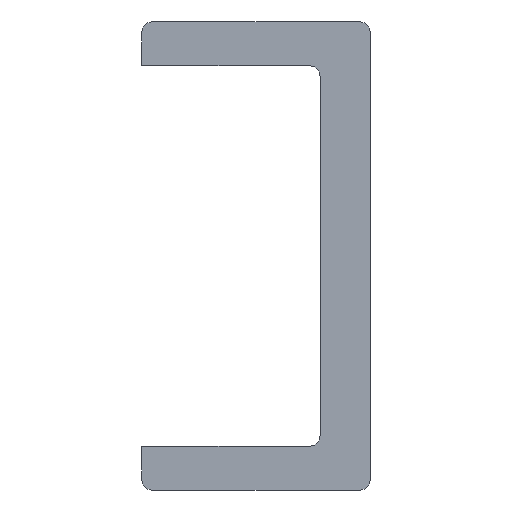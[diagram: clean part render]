
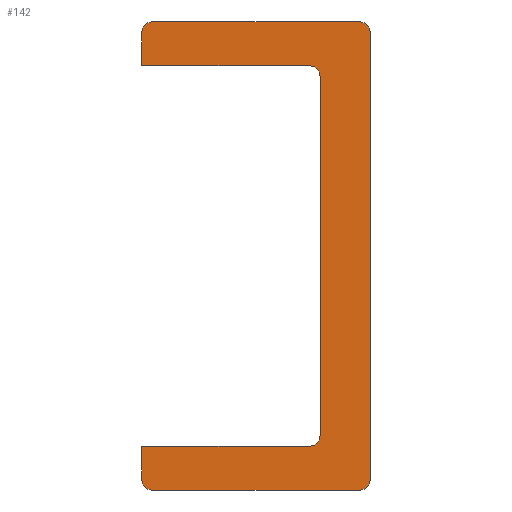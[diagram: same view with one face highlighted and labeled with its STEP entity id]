
A CAD part, front view. The second image highlights one B-rep face of the part: STEP entity #142.
In plain terms, the highlighted planar face has unit normal (0, -1, 0).
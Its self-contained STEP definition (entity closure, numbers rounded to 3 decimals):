
#142 = ADVANCED_FACE( '', ( #355 ), #356, .F. );
#355 = FACE_OUTER_BOUND( '', #640, .T. );
#356 = PLANE( '', #641 );
#640 = EDGE_LOOP( '', ( #996, #997, #998, #999, #1000, #1001, #1002, #1003, #1004, #1005, #1006, #1007, #1008, #1009 ) );
#641 = AXIS2_PLACEMENT_3D( '', #1010, #1011, #1012 );
#996 = ORIENTED_EDGE( '', *, *, #1310, .F. );
#997 = ORIENTED_EDGE( '', *, *, #1274, .T. );
#998 = ORIENTED_EDGE( '', *, *, #1283, .F. );
#999 = ORIENTED_EDGE( '', *, *, #1327, .T. );
#1000 = ORIENTED_EDGE( '', *, *, #1365, .F. );
#1001 = ORIENTED_EDGE( '', *, *, #1360, .F. );
#1002 = ORIENTED_EDGE( '', *, *, #1366, .F. );
#1003 = ORIENTED_EDGE( '', *, *, #1367, .F. );
#1004 = ORIENTED_EDGE( '', *, *, #1313, .F. );
#1005 = ORIENTED_EDGE( '', *, *, #1261, .F. );
#1006 = ORIENTED_EDGE( '', *, *, #1368, .F. );
#1007 = ORIENTED_EDGE( '', *, *, #1369, .T. );
#1008 = ORIENTED_EDGE( '', *, *, #1370, .F. );
#1009 = ORIENTED_EDGE( '', *, *, #1371, .T. );
#1010 = CARTESIAN_POINT( '', ( -10.5, 0., 21.5 ) );
#1011 = DIRECTION( '', ( 0., 1., 0. ) );
#1012 = DIRECTION( '', ( 0., 0., 1. ) );
#1261 = EDGE_CURVE( '', #1434, #1435, #1436, .T. );
#1274 = EDGE_CURVE( '', #1458, #1456, #1459, .F. );
#1283 = EDGE_CURVE( '', #1472, #1456, #1473, .T. );
#1310 = EDGE_CURVE( '', #1458, #1524, #1525, .T. );
#1313 = EDGE_CURVE( '', #1435, #1528, #1529, .T. );
#1327 = EDGE_CURVE( '', #1472, #1549, #1551, .F. );
#1360 = EDGE_CURVE( '', #1601, #1602, #1603, .T. );
#1365 = EDGE_CURVE( '', #1602, #1549, #1610, .T. );
#1366 = EDGE_CURVE( '', #1611, #1601, #1612, .T. );
#1367 = EDGE_CURVE( '', #1528, #1611, #1613, .T. );
#1368 = EDGE_CURVE( '', #1614, #1434, #1615, .T. );
#1369 = EDGE_CURVE( '', #1614, #1616, #1617, .F. );
#1370 = EDGE_CURVE( '', #1618, #1616, #1619, .T. );
#1371 = EDGE_CURVE( '', #1618, #1524, #1620, .F. );
#1434 = VERTEX_POINT( '', #1704 );
#1435 = VERTEX_POINT( '', #1705 );
#1436 = LINE( '', #1706, #1707 );
#1456 = VERTEX_POINT( '', #1730 );
#1458 = VERTEX_POINT( '', #1733 );
#1459 = CIRCLE( '', #1734, 0.9 );
#1472 = VERTEX_POINT( '', #1748 );
#1473 = LINE( '', #1749, #1750 );
#1524 = VERTEX_POINT( '', #1804 );
#1525 = LINE( '', #1805, #1806 );
#1528 = VERTEX_POINT( '', #1810 );
#1529 = CIRCLE( '', #1811, 1. );
#1549 = VERTEX_POINT( '', #1832 );
#1551 = CIRCLE( '', #1835, 0.9 );
#1601 = VERTEX_POINT( '', #1885 );
#1602 = VERTEX_POINT( '', #1886 );
#1603 = LINE( '', #1887, #1888 );
#1610 = LINE( '', #1898, #1899 );
#1611 = VERTEX_POINT( '', #1900 );
#1612 = CIRCLE( '', #1901, 1. );
#1613 = LINE( '', #1902, #1903 );
#1614 = VERTEX_POINT( '', #1904 );
#1615 = LINE( '', #1905, #1906 );
#1616 = VERTEX_POINT( '', #1907 );
#1617 = CIRCLE( '', #1908, 0.9 );
#1618 = VERTEX_POINT( '', #1909 );
#1619 = LINE( '', #1910, #1911 );
#1620 = CIRCLE( '', #1912, 0.9 );
#1704 = CARTESIAN_POINT( '', ( -10.5, 0., -17.5 ) );
#1705 = CARTESIAN_POINT( '', ( 4.9, 0., -17.5 ) );
#1706 = CARTESIAN_POINT( '', ( 4.9, 0., -17.5 ) );
#1707 = VECTOR( '', #2003, 1000. );
#1730 = CARTESIAN_POINT( '', ( 9.6, 0., 21.5 ) );
#1733 = CARTESIAN_POINT( '', ( 10.5, 0., 20.6 ) );
#1734 = AXIS2_PLACEMENT_3D( '', #2023, #2024, #2025 );
#1748 = CARTESIAN_POINT( '', ( -9.6, 0., 21.5 ) );
#1749 = CARTESIAN_POINT( '', ( -10.5, 0., 21.5 ) );
#1750 = VECTOR( '', #2039, 1000. );
#1804 = CARTESIAN_POINT( '', ( 10.5, 0., -20.6 ) );
#1805 = CARTESIAN_POINT( '', ( 10.5, 0., 21.5 ) );
#1806 = VECTOR( '', #2109, 1000. );
#1810 = CARTESIAN_POINT( '', ( 5.9, 0., -16.5 ) );
#1811 = AXIS2_PLACEMENT_3D( '', #2111, #2112, #2113 );
#1832 = CARTESIAN_POINT( '', ( -10.5, 0., 20.6 ) );
#1835 = AXIS2_PLACEMENT_3D( '', #2137, #2138, #2139 );
#1885 = CARTESIAN_POINT( '', ( 4.9, 0., 17.5 ) );
#1886 = CARTESIAN_POINT( '', ( -10.5, 0., 17.5 ) );
#1887 = CARTESIAN_POINT( '', ( 4.9, 0., 17.5 ) );
#1888 = VECTOR( '', #2191, 1000. );
#1898 = CARTESIAN_POINT( '', ( -10.5, 0., -21.5 ) );
#1899 = VECTOR( '', #2195, 1000. );
#1900 = CARTESIAN_POINT( '', ( 5.9, 0., 16.5 ) );
#1901 = AXIS2_PLACEMENT_3D( '', #2196, #2197, #2198 );
#1902 = CARTESIAN_POINT( '', ( 5.9, 0., 16.5 ) );
#1903 = VECTOR( '', #2199, 1000. );
#1904 = CARTESIAN_POINT( '', ( -10.5, 0., -20.6 ) );
#1905 = CARTESIAN_POINT( '', ( -10.5, 0., -21.5 ) );
#1906 = VECTOR( '', #2200, 1000. );
#1907 = CARTESIAN_POINT( '', ( -9.6, 0., -21.5 ) );
#1908 = AXIS2_PLACEMENT_3D( '', #2201, #2202, #2203 );
#1909 = CARTESIAN_POINT( '', ( 9.6, 0., -21.5 ) );
#1910 = CARTESIAN_POINT( '', ( 10.5, 0., -21.5 ) );
#1911 = VECTOR( '', #2204, 1000. );
#1912 = AXIS2_PLACEMENT_3D( '', #2205, #2206, #2207 );
#2003 = DIRECTION( '', ( 1., 0., 0. ) );
#2023 = CARTESIAN_POINT( '', ( 9.6, 0., 20.6 ) );
#2024 = DIRECTION( '', ( 0., 1., 0. ) );
#2025 = DIRECTION( '', ( 0., 0., 1. ) );
#2039 = DIRECTION( '', ( 1., 0., 0. ) );
#2109 = DIRECTION( '', ( 0., 0., -1. ) );
#2111 = CARTESIAN_POINT( '', ( 4.9, 0., -16.5 ) );
#2112 = DIRECTION( '', ( 0., -1., 0. ) );
#2113 = DIRECTION( '', ( -1., 0., 0. ) );
#2137 = CARTESIAN_POINT( '', ( -9.6, 0., 20.6 ) );
#2138 = DIRECTION( '', ( 0., 1., 0. ) );
#2139 = DIRECTION( '', ( 0., 0., 1. ) );
#2191 = DIRECTION( '', ( -1., 0., 0. ) );
#2195 = DIRECTION( '', ( 0., 0., 1. ) );
#2196 = CARTESIAN_POINT( '', ( 4.9, 0., 16.5 ) );
#2197 = DIRECTION( '', ( 0., -1., 0. ) );
#2198 = DIRECTION( '', ( -1., 0., 0. ) );
#2199 = DIRECTION( '', ( 0., 0., 1. ) );
#2200 = DIRECTION( '', ( 0., 0., 1. ) );
#2201 = CARTESIAN_POINT( '', ( -9.6, 0., -20.6 ) );
#2202 = DIRECTION( '', ( 0., 1., 0. ) );
#2203 = DIRECTION( '', ( 0., 0., 1. ) );
#2204 = DIRECTION( '', ( -1., 0., 0. ) );
#2205 = CARTESIAN_POINT( '', ( 9.6, 0., -20.6 ) );
#2206 = DIRECTION( '', ( 0., 1., 0. ) );
#2207 = DIRECTION( '', ( 0., 0., 1. ) );
